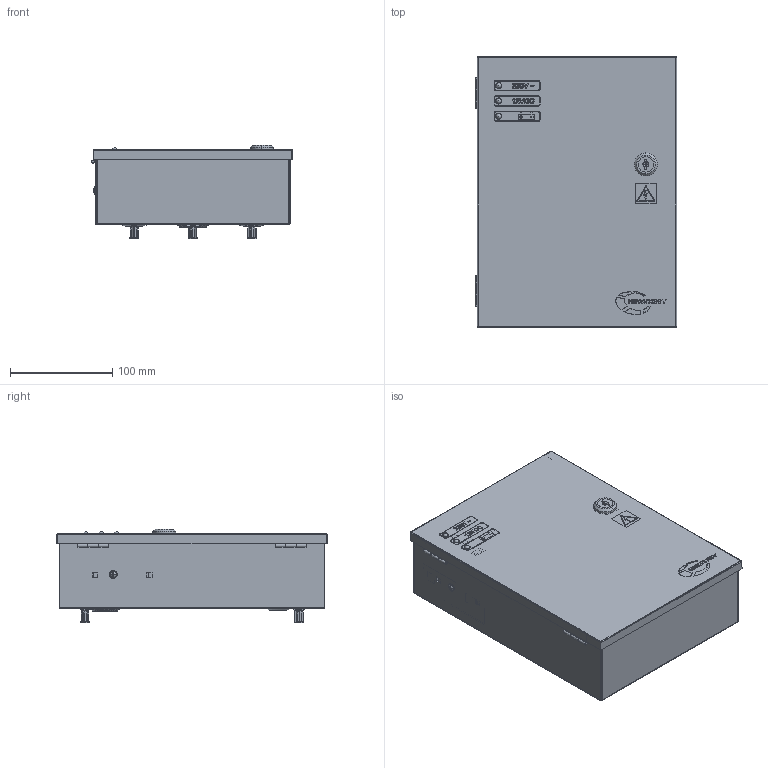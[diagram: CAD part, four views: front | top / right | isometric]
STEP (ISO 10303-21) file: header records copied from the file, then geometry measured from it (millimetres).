
FILE_DESCRIPTION (( 'STEP AP214' ), '1' );
FILE_NAME ('AD1205R_STPALL.step', '2024-06-18T09:41:45', ( '' ), ( '' ), 'SwSTEP 2.0', 'SolidWorks 2020', '' );
FILE_SCHEMA (( 'AUTOMOTIVE_DESIGN' ));
Length unit declared in the file: millimetre
Products named in the file (26): EP0180-LED 5MM_ORANGE; BT CONTACT; BOITIER AD1205R_AD1205R NV ELEC; r6513-00_paroi 0.8mm; ELEC ADCCTV1205-08_NV PCB 24025R; Deviatore a Rotella Panasonic AM5_LIBRE; PCB DE SIGNALISATION 3 LEDS_NV PCB; Parte 2 Deviatore a Rotella Panasonic AM5; 1751400BIS; Parte 1 Deviatore a Rotella Panasonic AM5; DIN 967 - M3 x 5 - Z --- 4N_DIN 967 - M3 x 5 - Z --- 4N; ISO 7045 - M3 x 6 - Z --- 6S_ISO 7045 - M3 x 6 - Z --- 6S; S4B-XH-A; EP0180-LED 5MM_VERT; CAM LOCK XL_P16; ELEC AD1205R_NV AD1205R; 1751400BIS_2ANG; CAPOT DE PROTECTION ADCCTV1205-08_NV PCB; Parte 4 Deviatore a Rotella Panasonic AM5; HB-9500_5P; Parte 3 Deviatore a Rotella Panasonic AM5; AD1205R_STPALL; 1751400BIS_1ANG; Mascon 2P 4mm; PCB LEDS_NV PCB; ISO 7045 - M3 x 4 - Z - 4S_ISO 7045 - M3 x 4 - Z - 4S
Assembly tree (30 placements, depth 4):
  AD1205R_STPALL
    BOITIER AD1205R_AD1205R NV ELEC
    CAM LOCK XL_P16
    ELEC AD1205R_NV AD1205R
      ELEC ADCCTV1205-08_NV PCB 24025R
      CAPOT DE PROTECTION ADCCTV1205-08_NV PCB
      HB-9500_5P
      Mascon 2P 4mm
      ISO 7045 - M3 x 6 - Z --- 6S_ISO 7045 - M3 x 6 - Z --- 6S  x2
      1751400BIS
        1751400BIS_2ANG
        1751400BIS_1ANG
      BT CONTACT
    Deviatore a Rotella Panasonic AM5_LIBRE
      Parte 1 Deviatore a Rotella Panasonic AM5
      Parte 2 Deviatore a Rotella Panasonic AM5
      Parte 3 Deviatore a Rotella Panasonic AM5
      Parte 4 Deviatore a Rotella Panasonic AM5
    r6513-00_paroi 0.8mm  x3
    DIN 967 - M3 x 5 - Z --- 4N_DIN 967 - M3 x 5 - Z --- 4N
    PCB DE SIGNALISATION 3 LEDS_NV PCB
      PCB LEDS_NV PCB
      EP0180-LED 5MM_VERT  x2
      EP0180-LED 5MM_ORANGE
      ISO 7045 - M3 x 4 - Z - 4S_ISO 7045 - M3 x 4 - Z - 4S  x2
      S4B-XH-A
Bounding box: 196.7 x 264 x 91.8 mm (x, y, z)
Volume: 194877.6 mm3; surface area: 438722.5 mm2
Topology: 41 solids, 41 shells, 3533 faces, 9746 edges, 6549 vertices
Faces by surface type: plane 2153, cylinder 658, bspline 392, cone 222, torus 89, sphere 19
Entity records: 134242 total; most frequent: CARTESIAN_POINT 43529, ORIENTED_EDGE 17574, DIRECTION 14660, EDGE_CURVE 8787, VERTEX_POINT 5950, VECTOR 5902, LINE 5902, AXIS2_PLACEMENT_3D 4379
